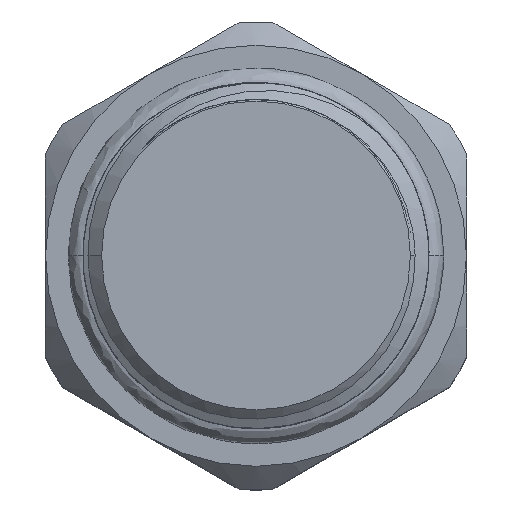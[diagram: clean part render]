
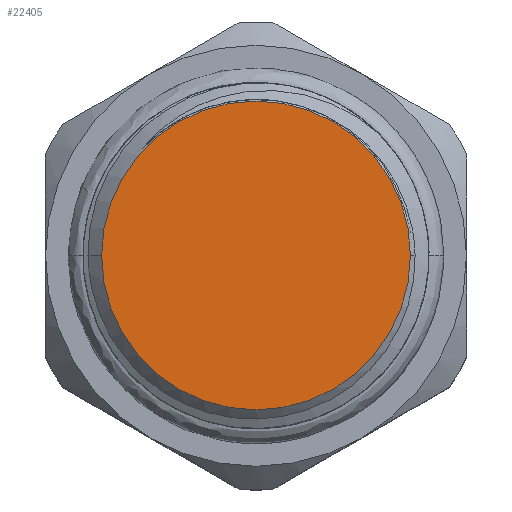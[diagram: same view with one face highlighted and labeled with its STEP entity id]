
A CAD part, top view. The second image highlights one B-rep face of the part: STEP entity #22405.
In plain terms, the highlighted planar face has unit normal (0, 0, 1).
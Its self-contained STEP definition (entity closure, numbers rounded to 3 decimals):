
#1910 = CARTESIAN_POINT ( 'NONE',  ( 0., 0., 64.9 ) ) ;
#2271 = EDGE_CURVE ( 'NONE', #8817, #18110, #21186, .T. ) ;
#2309 = CARTESIAN_POINT ( 'NONE',  ( -9.9, 0., 64.9 ) ) ;
#3259 = AXIS2_PLACEMENT_3D ( 'NONE', #20793, #10433, #5057 ) ;
#4749 = DIRECTION ( 'NONE',  ( 0., 0., 1. ) ) ;
#5057 = DIRECTION ( 'NONE',  ( 1., 0., 0. ) ) ;
#5779 = AXIS2_PLACEMENT_3D ( 'NONE', #15089, #4749, #9558 ) ;
#7103 = EDGE_CURVE ( 'NONE', #18110, #8817, #21571, .T. ) ;
#8157 = EDGE_LOOP ( 'NONE', ( #16241, #9829 ) ) ;
#8817 = VERTEX_POINT ( 'NONE', #2309 ) ;
#8879 = DIRECTION ( 'NONE',  ( 0., 0., 1. ) ) ;
#9558 = DIRECTION ( 'NONE',  ( 1., 0., 0. ) ) ;
#9829 = ORIENTED_EDGE ( 'NONE', *, *, #7103, .T. ) ;
#9940 = PLANE ( 'NONE',  #10332 ) ;
#10274 = FACE_OUTER_BOUND ( 'NONE', #8157, .T. ) ;
#10332 = AXIS2_PLACEMENT_3D ( 'NONE', #1910, #8879, #19707 ) ;
#10433 = DIRECTION ( 'NONE',  ( 0., 0., 1. ) ) ;
#15089 = CARTESIAN_POINT ( 'NONE',  ( 0., 0., 64.9 ) ) ;
#16241 = ORIENTED_EDGE ( 'NONE', *, *, #2271, .T. ) ;
#18110 = VERTEX_POINT ( 'NONE', #18756 ) ;
#18756 = CARTESIAN_POINT ( 'NONE',  ( 9.9, 0., 64.9 ) ) ;
#19707 = DIRECTION ( 'NONE',  ( 0.5, -0.866, 0. ) ) ;
#20793 = CARTESIAN_POINT ( 'NONE',  ( 0., 0., 64.9 ) ) ;
#21186 = CIRCLE ( 'NONE', #5779, 9.9 ) ;
#21571 = CIRCLE ( 'NONE', #3259, 9.9 ) ;
#22405 = ADVANCED_FACE ( 'NONE', ( #10274 ), #9940, .T. ) ;
